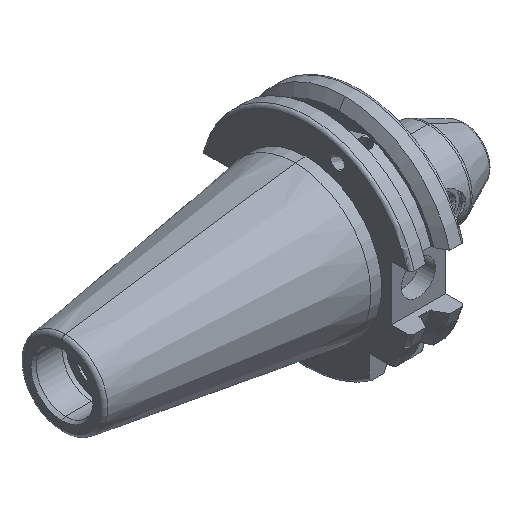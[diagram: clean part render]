
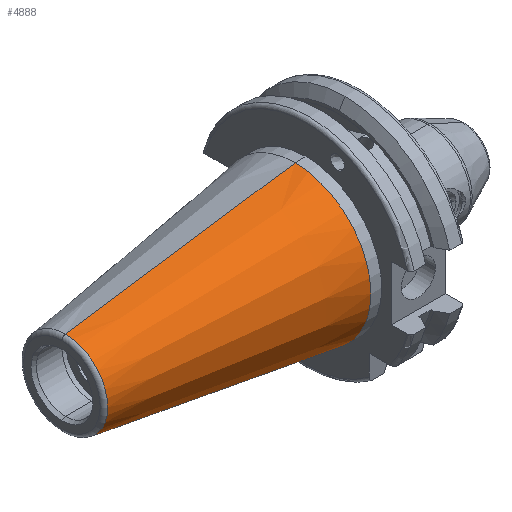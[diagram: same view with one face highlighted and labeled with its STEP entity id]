
A CAD part, isometric view. The second image highlights one B-rep face of the part: STEP entity #4888.
In plain terms, the highlighted conical face has half-angle 8.297 degrees and reference radius 22.225 mm.
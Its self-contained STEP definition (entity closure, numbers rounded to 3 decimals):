
#2995 = CONICAL_SURFACE ( 'NONE', #2998, 22.225, 0.145 ) ;
#2996 = CARTESIAN_POINT ( 'NONE',  ( -67.373, 0., 12.4 ) ) ;
#2997 = CARTESIAN_POINT ( 'NONE',  ( 0., 0., 0. ) ) ;
#2998 = AXIS2_PLACEMENT_3D ( 'NONE', #2997, #3052, #3051 ) ;
#2999 = FACE_OUTER_BOUND ( 'NONE', #4881, .T. ) ;
#3012 = CARTESIAN_POINT ( 'NONE',  ( -67.373, 0., -12.4 ) ) ;
#3017 = DIRECTION ( 'NONE',  ( 0., 0., -1. ) ) ;
#3018 = DIRECTION ( 'NONE',  ( -1., 0., 0. ) ) ;
#3019 = CARTESIAN_POINT ( 'NONE',  ( 0., 0., 0. ) ) ;
#3020 = AXIS2_PLACEMENT_3D ( 'NONE', #3019, #3018, #3017 ) ;
#3021 = CIRCLE ( 'NONE', #3020, 22.225 ) ;
#3022 = CARTESIAN_POINT ( 'NONE',  ( 0., 0., -22.225 ) ) ;
#3023 = LINE ( 'NONE', #3022, #3083 ) ;
#3041 = CARTESIAN_POINT ( 'NONE',  ( 0., 0., -22.225 ) ) ;
#3042 = DIRECTION ( 'NONE',  ( 0., 0., -1. ) ) ;
#3043 = DIRECTION ( 'NONE',  ( -1., 0., 0. ) ) ;
#3044 = CARTESIAN_POINT ( 'NONE',  ( -67.373, 0., 0. ) ) ;
#3045 = AXIS2_PLACEMENT_3D ( 'NONE', #3044, #3043, #3042 ) ;
#3046 = CIRCLE ( 'NONE', #3045, 12.4 ) ;
#3051 = DIRECTION ( 'NONE',  ( 0., 0., 1. ) ) ;
#3052 = DIRECTION ( 'NONE',  ( 1., 0., 0. ) ) ;
#3082 = DIRECTION ( 'NONE',  ( 0.99, 0., -0.144 ) ) ;
#3083 = VECTOR ( 'NONE', #3082, 1000. ) ;
#3158 = CARTESIAN_POINT ( 'NONE',  ( 0., 0., 22.225 ) ) ;
#3186 = DIRECTION ( 'NONE',  ( 0.99, 0., 0.144 ) ) ;
#3187 = VECTOR ( 'NONE', #3186, 1000. ) ;
#3188 = CARTESIAN_POINT ( 'NONE',  ( 0., 0., 22.225 ) ) ;
#3194 = LINE ( 'NONE', #3188, #3187 ) ;
#4881 = EDGE_LOOP ( 'NONE', ( #4895, #4889, #4915, #4911 ) ) ;
#4882 = EDGE_CURVE ( 'NONE', #4896, #4925, #3021, .T. ) ;
#4884 = VERTEX_POINT ( 'NONE', #3012 ) ;
#4888 = ADVANCED_FACE ( 'NONE', ( #2999 ), #2995, .T. ) ;
#4889 = ORIENTED_EDGE ( 'NONE', *, *, #4904, .T. ) ;
#4892 = VERTEX_POINT ( 'NONE', #2996 ) ;
#4894 = EDGE_CURVE ( 'NONE', #4884, #4892, #3046, .T. ) ;
#4895 = ORIENTED_EDGE ( 'NONE', *, *, #4894, .F. ) ;
#4896 = VERTEX_POINT ( 'NONE', #3041 ) ;
#4904 = EDGE_CURVE ( 'NONE', #4884, #4896, #3023, .T. ) ;
#4911 = ORIENTED_EDGE ( 'NONE', *, *, #4960, .F. ) ;
#4915 = ORIENTED_EDGE ( 'NONE', *, *, #4882, .T. ) ;
#4925 = VERTEX_POINT ( 'NONE', #3158 ) ;
#4960 = EDGE_CURVE ( 'NONE', #4892, #4925, #3194, .T. ) ;
